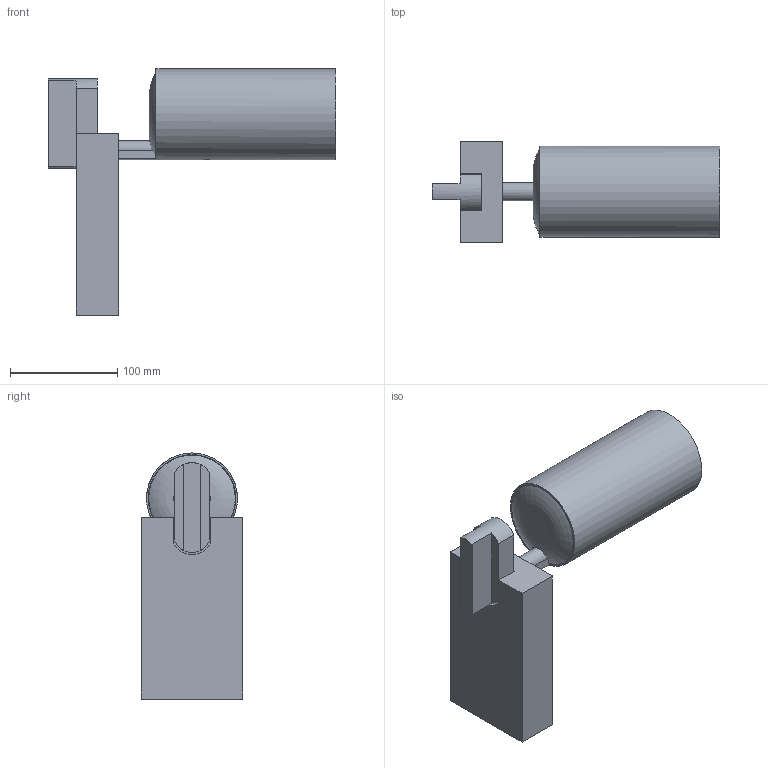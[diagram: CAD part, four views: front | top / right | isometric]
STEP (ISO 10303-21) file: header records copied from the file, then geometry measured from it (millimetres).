
FILE_DESCRIPTION (( 'STEP AP214' ), '1' );
FILE_NAME ('TRACK_SP_D85 _35W.STEP', '2023-07-17T11:29:35', ( '' ), ( '' ), 'SwSTEP 2.0', 'SolidWorks 2022', '' );
FILE_SCHEMA (( 'AUTOMOTIVE_DESIGN' ));
Length unit declared in the file: millimetre
Products named in the file (1): TRACK_SP_D85 _35W
Bounding box: 268.7 x 95 x 229.95 mm (x, y, z)
Volume: 905492.2 mm3; surface area: 208801.1 mm2
Topology: 8 solids, 8 shells, 68 faces, 142 edges, 93 vertices
Faces by surface type: plane 40, cylinder 22, torus 3, cone 3
Full cylindrical faces by diameter (mm): 17 x1, 24.6 x1, 68 x1, 68.264 x1, 74.6 x1, 80.5 x1, 81.2 x1, 82 x2, 85 x1
Entity records: 2804 total; most frequent: CARTESIAN_POINT 546, DIRECTION 295, ORIENTED_EDGE 246, EDGE_CURVE 123, AXIS2_PLACEMENT_3D 112, EDGE_LOOP 93, VERTEX_POINT 90, FACE_OUTER_BOUND 81
